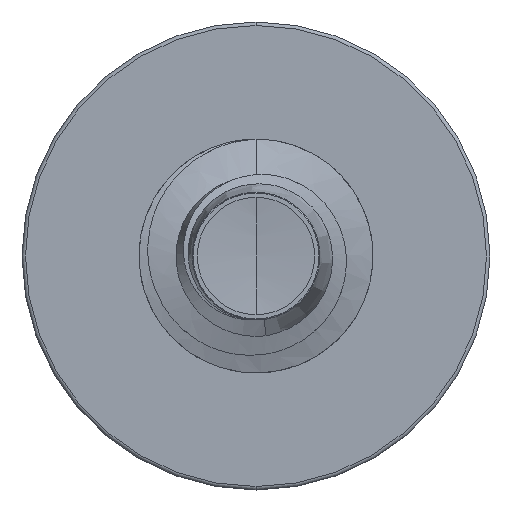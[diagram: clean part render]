
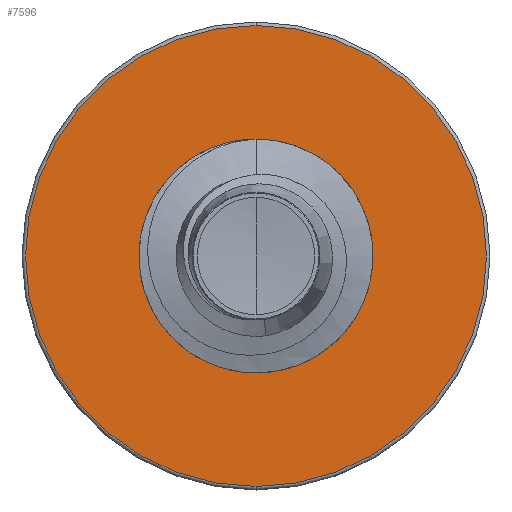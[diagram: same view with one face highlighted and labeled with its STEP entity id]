
A CAD part, front view. The second image highlights one B-rep face of the part: STEP entity #7596.
In plain terms, the highlighted planar face has unit normal (0, -1, 0).
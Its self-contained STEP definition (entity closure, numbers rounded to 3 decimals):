
#469 = AXIS2_PLACEMENT_3D ( 'NONE', #1539, #1536, #1510 ) ;
#1510 = DIRECTION ( 'NONE',  ( 0., 0., 1. ) ) ;
#1536 = DIRECTION ( 'NONE',  ( 0., 1., 0. ) ) ;
#1539 = CARTESIAN_POINT ( 'NONE',  ( 0., 6., 0. ) ) ;
#2886 = PLANE ( 'NONE',  #12908 ) ;
#3234 = CARTESIAN_POINT ( 'NONE',  ( 0., 6., 3.94 ) ) ;
#3734 = AXIS2_PLACEMENT_3D ( 'NONE', #4579, #4566, #4558 ) ;
#3804 = CARTESIAN_POINT ( 'NONE',  ( 0., 6., 1.989 ) ) ;
#4058 = VERTEX_POINT ( 'NONE', #9342 ) ;
#4083 = CIRCLE ( 'NONE', #9601, 1.989 ) ;
#4192 = EDGE_CURVE ( 'NONE', #10367, #12931, #10766, .T. ) ;
#4234 = AXIS2_PLACEMENT_3D ( 'NONE', #8712, #8704, #8591 ) ;
#4251 = FACE_OUTER_BOUND ( 'NONE', #9839, .T. ) ;
#4543 = EDGE_CURVE ( 'NONE', #12094, #4058, #4083, .T. ) ;
#4558 = DIRECTION ( 'NONE',  ( 0., 0., 1. ) ) ;
#4566 = DIRECTION ( 'NONE',  ( 0., 1., 0. ) ) ;
#4579 = CARTESIAN_POINT ( 'NONE',  ( 0., 6., 0. ) ) ;
#5139 = ORIENTED_EDGE ( 'NONE', *, *, #4192, .F. ) ;
#5361 = EDGE_LOOP ( 'NONE', ( #8306, #12511 ) ) ;
#5666 = EDGE_CURVE ( 'NONE', #12931, #10367, #12874, .T. ) ;
#5885 = DIRECTION ( 'NONE',  ( 0., 0., 1. ) ) ;
#5889 = DIRECTION ( 'NONE',  ( 0., 1., 0. ) ) ;
#5908 = CARTESIAN_POINT ( 'NONE',  ( 0., 6., 0. ) ) ;
#6590 = CARTESIAN_POINT ( 'NONE',  ( 0., 6., -3.94 ) ) ;
#7596 = ADVANCED_FACE ( 'NONE', ( #4251, #13181 ), #2886, .F. ) ;
#7974 = DIRECTION ( 'NONE',  ( 0., 0., 1. ) ) ;
#8306 = ORIENTED_EDGE ( 'NONE', *, *, #4543, .T. ) ;
#8591 = DIRECTION ( 'NONE',  ( 0., 0., 1. ) ) ;
#8704 = DIRECTION ( 'NONE',  ( 0., 1., 0. ) ) ;
#8712 = CARTESIAN_POINT ( 'NONE',  ( 0., 6., 0. ) ) ;
#9209 = DIRECTION ( 'NONE',  ( 0., 1., 0. ) ) ;
#9342 = CARTESIAN_POINT ( 'NONE',  ( 0., 6., -1.989 ) ) ;
#9601 = AXIS2_PLACEMENT_3D ( 'NONE', #5908, #5889, #5885 ) ;
#9695 = CIRCLE ( 'NONE', #3734, 1.989 ) ;
#9839 = EDGE_LOOP ( 'NONE', ( #10464, #5139 ) ) ;
#10367 = VERTEX_POINT ( 'NONE', #6590 ) ;
#10464 = ORIENTED_EDGE ( 'NONE', *, *, #5666, .F. ) ;
#10766 = CIRCLE ( 'NONE', #4234, 3.94 ) ;
#11841 = EDGE_CURVE ( 'NONE', #4058, #12094, #9695, .T. ) ;
#12094 = VERTEX_POINT ( 'NONE', #3804 ) ;
#12511 = ORIENTED_EDGE ( 'NONE', *, *, #11841, .T. ) ;
#12874 = CIRCLE ( 'NONE', #469, 3.94 ) ;
#12908 = AXIS2_PLACEMENT_3D ( 'NONE', #13163, #9209, #7974 ) ;
#12931 = VERTEX_POINT ( 'NONE', #3234 ) ;
#13163 = CARTESIAN_POINT ( 'NONE',  ( 0., 6., -1.989 ) ) ;
#13181 = FACE_BOUND ( 'NONE', #5361, .T. ) ;
